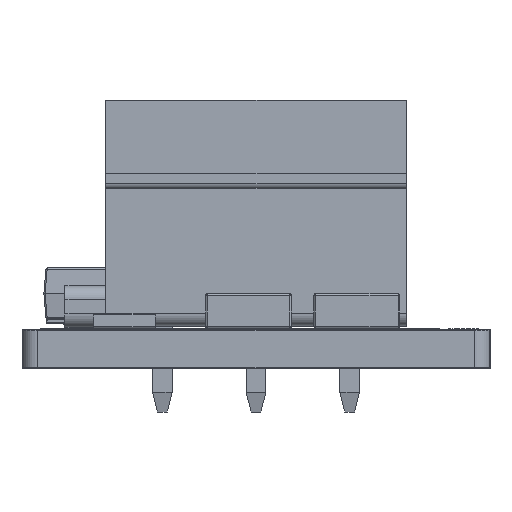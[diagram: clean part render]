
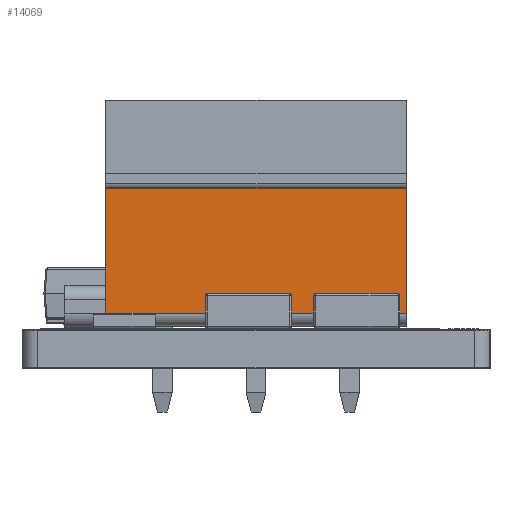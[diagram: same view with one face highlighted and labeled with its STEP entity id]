
A CAD part, left-side view. The second image highlights one B-rep face of the part: STEP entity #14069.
In plain terms, the highlighted face is planar.
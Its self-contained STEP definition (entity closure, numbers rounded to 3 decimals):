
#13778 = VERTEX_POINT('',#13779);
#13779 = CARTESIAN_POINT('',(6.11,4.023,5.688));
#13786 = EDGE_CURVE('',#13778,#13787,#13789,.T.);
#13787 = VERTEX_POINT('',#13788);
#13788 = CARTESIAN_POINT('',(-6.11,4.023,5.688));
#13789 = LINE('',#13790,#13791);
#13790 = CARTESIAN_POINT('',(25.16,4.023,5.688));
#13791 = VECTOR('',#13792,1.);
#13792 = DIRECTION('',(-1.,0.,0.));
#13838 = EDGE_CURVE('',#13787,#13839,#13841,.T.);
#13839 = VERTEX_POINT('',#13840);
#13840 = CARTESIAN_POINT('',(-6.11,4.023,0.588));
#13841 = LINE('',#13842,#13843);
#13842 = CARTESIAN_POINT('',(-6.11,4.023,5.688));
#13843 = VECTOR('',#13844,1.);
#13844 = DIRECTION('',(0.,0.,-1.));
#14069 = ADVANCED_FACE('',(#14070),#14088,.T.);
#14070 = FACE_BOUND('',#14071,.T.);
#14071 = EDGE_LOOP('',(#14072,#14073,#14081,#14087));
#14072 = ORIENTED_EDGE('',*,*,#13786,.F.);
#14073 = ORIENTED_EDGE('',*,*,#14074,.T.);
#14074 = EDGE_CURVE('',#13778,#14075,#14077,.T.);
#14075 = VERTEX_POINT('',#14076);
#14076 = CARTESIAN_POINT('',(6.11,4.023,0.588));
#14077 = LINE('',#14078,#14079);
#14078 = CARTESIAN_POINT('',(6.11,4.023,5.688));
#14079 = VECTOR('',#14080,1.);
#14080 = DIRECTION('',(0.,0.,-1.));
#14081 = ORIENTED_EDGE('',*,*,#14082,.T.);
#14082 = EDGE_CURVE('',#14075,#13839,#14083,.T.);
#14083 = LINE('',#14084,#14085);
#14084 = CARTESIAN_POINT('',(25.16,4.023,0.588));
#14085 = VECTOR('',#14086,1.);
#14086 = DIRECTION('',(-1.,0.,0.));
#14087 = ORIENTED_EDGE('',*,*,#13838,.F.);
#14088 = PLANE('',#14089);
#14089 = AXIS2_PLACEMENT_3D('',#14090,#14091,#14092);
#14090 = CARTESIAN_POINT('',(25.16,4.023,5.688));
#14091 = DIRECTION('',(0.,1.,0.));
#14092 = DIRECTION('',(1.,0.,0.));
